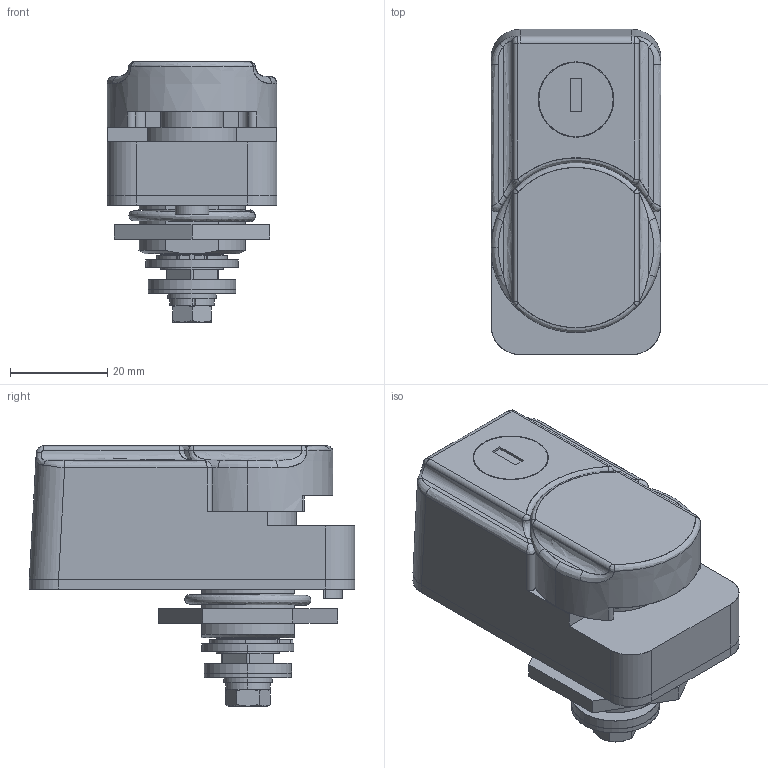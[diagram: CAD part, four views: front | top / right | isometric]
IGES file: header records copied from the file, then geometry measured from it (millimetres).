
Start section: SolidWorks IGES file using analytic representation for surfaces
Global section: file name: A-1372-F-3.IGS,15; native system: HSolidWorks 2014; preprocessor: SolidWorks 2014; author: 1337yo; date: 191106.100313; units: millimetre
Bounding box: 35 x 67 x 53.6 mm (x, y, z)
Surface area: 27984 mm2 (no closed solid volume)
Topology: 0 solids, 0 shells, 336 faces, 4397 edges, 4389 vertices
Faces by surface type: bspline 171, revolution 165
